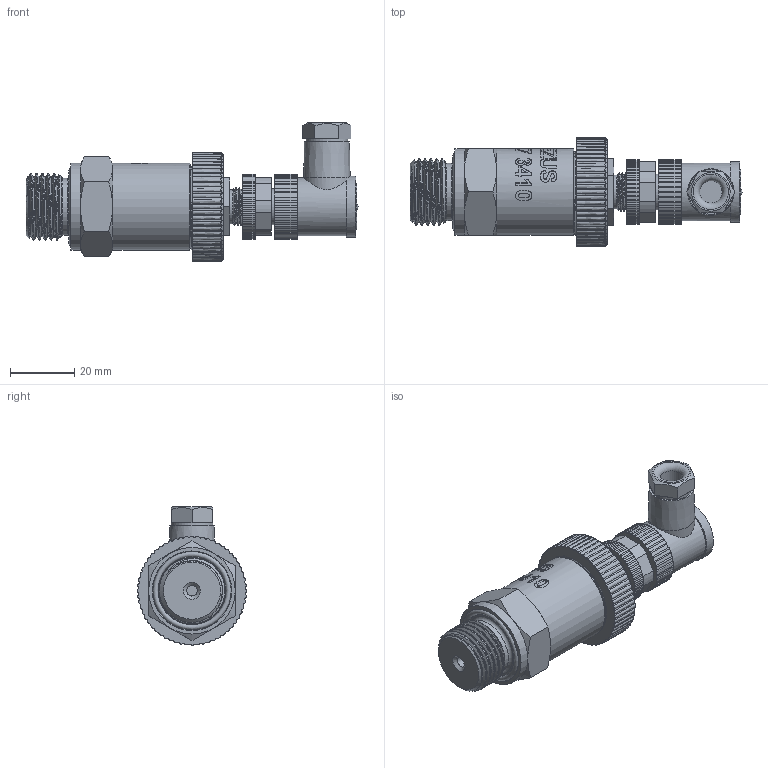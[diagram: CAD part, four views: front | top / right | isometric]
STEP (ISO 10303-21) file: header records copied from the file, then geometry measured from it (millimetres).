
FILE_DESCRIPTION(/* description */ (''),/* implementation_level */ '2;1');
FILE_NAME(/* name */ 'APZ3410_3_M12x1-angular.step',/* time_stamp */ '2021-06-17T12:42:59+03:00',/* author */ (''),/* organization */ (''),/* preprocessor_version */ 'ST-DEVELOPER v18.1',/* originating_system */ 'Autodesk Translation Framework v10.9.0.1377',/* authorisation */ '');
FILE_SCHEMA (('AUTOMOTIVE_DESIGN { 1 0 10303 214 3 1 1 }'));
Products named in the file (6): APZ3410_x_y; OMAL nut M27x1.5 v8; M12x1 male v16; Ш100.000.002 v4; M12x1 female angular v10; G 1/2 DIN
Assembly tree (5 placements, depth 2):
  APZ3410_x_y
    OMAL nut M27x1.5 v8
    M12x1 male v16
    Ш100.000.002 v4
    M12x1 female angular v10
    G 1/2 DIN
Bounding box: 103.54 x 34 x 43.2 mm (x, y, z)
Volume: 48852 mm3; surface area: 20221 mm2
Topology: 17 solids, 17 shells, 973 faces, 2703 edges, 1810 vertices
Faces by surface type: bspline 436, cylinder 327, plane 169, cone 30, torus 10, sphere 1
Full cylindrical faces by diameter (mm): 1 x12, 1.5 x4, 3.3 x1, 7 x1, 8 x1, 8.2 x1, 9.471 x2, 10.6 x2, 10.741 x6, 11.035 x4, 11.156 x1, 11.884 x5, 12.152 x4, 13 x1, 14 x1, 14.137 x4, 14.526 x3, 15.85 x3, 16.203 x3, 17.8 x1, 18 x1, 18.631 x5, 19 x1, 21.2 x1, 21.4 x2, 22.3 x1, 24.4 x1, 24.5 x1, 25.132 x4, 25.526 x4
Entity records: 56699 total; most frequent: CARTESIAN_POINT 34888, ORIENTED_EDGE 5406, DIRECTION 3088, EDGE_CURVE 2703, VERTEX_POINT 1810, B_SPLINE_CURVE_WITH_KNOTS 1188, AXIS2_PLACEMENT_3D 1115, EDGE_LOOP 1037
